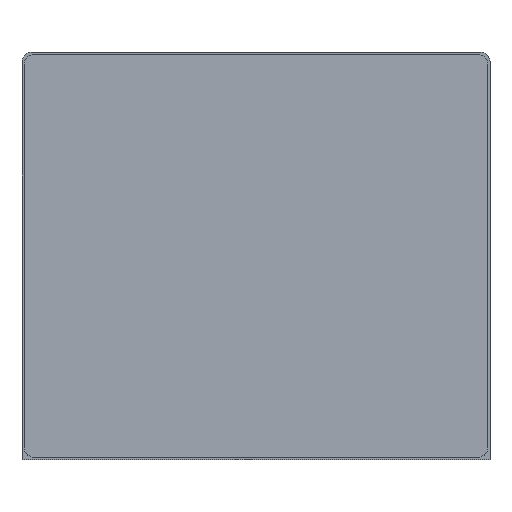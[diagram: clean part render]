
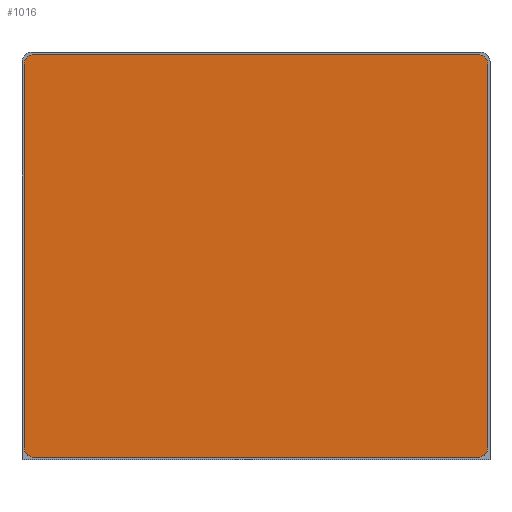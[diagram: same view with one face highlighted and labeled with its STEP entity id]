
A CAD part, top view. The second image highlights one B-rep face of the part: STEP entity #1016.
In plain terms, the highlighted planar face has unit normal (0, 0, 1).
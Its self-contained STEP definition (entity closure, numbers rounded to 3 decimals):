
#43=PLANE('',#1107);
#119=LINE('',#1625,#217);
#123=LINE('',#1637,#221);
#127=LINE('',#1649,#225);
#131=LINE('',#1661,#229);
#217=VECTOR('',#1288,1000.);
#221=VECTOR('',#1300,1000.);
#225=VECTOR('',#1312,1000.);
#229=VECTOR('',#1324,1000.);
#413=ORIENTED_EDGE('',*,*,#664,.T.);
#414=ORIENTED_EDGE('',*,*,#668,.T.);
#415=ORIENTED_EDGE('',*,*,#671,.T.);
#416=ORIENTED_EDGE('',*,*,#674,.T.);
#417=ORIENTED_EDGE('',*,*,#677,.T.);
#418=ORIENTED_EDGE('',*,*,#680,.T.);
#419=ORIENTED_EDGE('',*,*,#683,.T.);
#420=ORIENTED_EDGE('',*,*,#686,.T.);
#664=EDGE_CURVE('',#797,#798,#850,.T.);
#668=EDGE_CURVE('',#798,#801,#119,.T.);
#671=EDGE_CURVE('',#801,#803,#852,.T.);
#674=EDGE_CURVE('',#803,#805,#123,.T.);
#677=EDGE_CURVE('',#805,#807,#854,.T.);
#680=EDGE_CURVE('',#807,#809,#127,.T.);
#683=EDGE_CURVE('',#809,#811,#856,.T.);
#686=EDGE_CURVE('',#811,#797,#131,.T.);
#797=VERTEX_POINT('',#1617);
#798=VERTEX_POINT('',#1618);
#801=VERTEX_POINT('',#1626);
#803=VERTEX_POINT('',#1632);
#805=VERTEX_POINT('',#1638);
#807=VERTEX_POINT('',#1644);
#809=VERTEX_POINT('',#1650);
#811=VERTEX_POINT('',#1656);
#850=CIRCLE('',#1092,0.2);
#852=CIRCLE('',#1096,0.2);
#854=CIRCLE('',#1100,0.2);
#856=CIRCLE('',#1104,0.2);
#896=EDGE_LOOP('',(#413,#414,#415,#416,#417,#418,#419,#420));
#954=FACE_BOUND('',#896,.T.);
#1016=ADVANCED_FACE('',(#954),#43,.T.);
#1092=AXIS2_PLACEMENT_3D('',#1616,#1280,#1281);
#1096=AXIS2_PLACEMENT_3D('',#1631,#1293,#1294);
#1100=AXIS2_PLACEMENT_3D('',#1643,#1305,#1306);
#1104=AXIS2_PLACEMENT_3D('',#1655,#1317,#1318);
#1107=AXIS2_PLACEMENT_3D('',#1663,#1326,#1327);
#1280=DIRECTION('',(0.,0.,1.));
#1281=DIRECTION('',(1.,0.,0.));
#1288=DIRECTION('',(0.,-1.,0.));
#1293=DIRECTION('',(0.,0.,1.));
#1294=DIRECTION('',(1.,0.,0.));
#1300=DIRECTION('',(1.,0.,0.));
#1305=DIRECTION('',(0.,0.,1.));
#1306=DIRECTION('',(1.,0.,0.));
#1312=DIRECTION('',(0.,1.,0.));
#1317=DIRECTION('',(0.,0.,1.));
#1318=DIRECTION('',(1.,0.,0.));
#1324=DIRECTION('',(-1.,0.,0.));
#1326=DIRECTION('',(0.,0.,1.));
#1327=DIRECTION('',(1.,0.,0.));
#1616=CARTESIAN_POINT('',(-4.75,4.1,0.));
#1617=CARTESIAN_POINT('',(-4.75,4.3,0.));
#1618=CARTESIAN_POINT('',(-4.95,4.1,0.));
#1625=CARTESIAN_POINT('',(-4.95,4.1,0.));
#1626=CARTESIAN_POINT('',(-4.95,-4.1,0.));
#1631=CARTESIAN_POINT('',(-4.75,-4.1,0.));
#1632=CARTESIAN_POINT('',(-4.75,-4.3,0.));
#1637=CARTESIAN_POINT('',(-4.75,-4.3,0.));
#1638=CARTESIAN_POINT('',(4.75,-4.3,0.));
#1643=CARTESIAN_POINT('',(4.75,-4.1,0.));
#1644=CARTESIAN_POINT('',(4.95,-4.1,0.));
#1649=CARTESIAN_POINT('',(4.95,-4.1,0.));
#1650=CARTESIAN_POINT('',(4.95,4.1,0.));
#1655=CARTESIAN_POINT('',(4.75,4.1,0.));
#1656=CARTESIAN_POINT('',(4.75,4.3,0.));
#1661=CARTESIAN_POINT('',(4.75,4.3,0.));
#1663=CARTESIAN_POINT('',(-4.75,4.1,0.));
